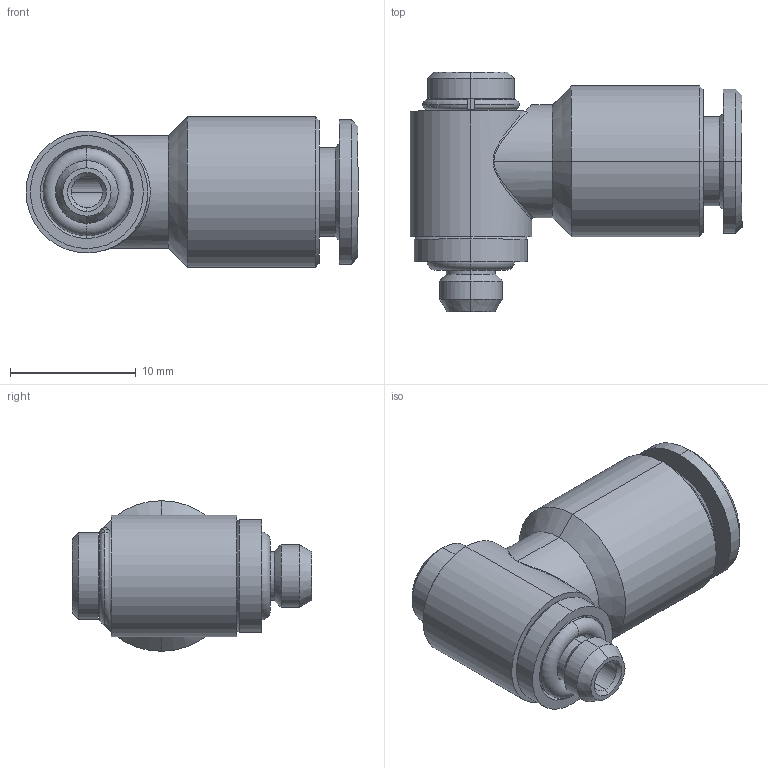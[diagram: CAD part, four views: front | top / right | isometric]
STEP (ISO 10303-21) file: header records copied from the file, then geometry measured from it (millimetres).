
FILE_DESCRIPTION (( 'STEP AP203' ), '1' );
FILE_NAME ('B0100030.STEP', '2011-03-25T09:25:23', ( '' ), ( 'sopra-pneumatic' ), 'SwSTEP 2.0', 'SolidWorks 2009', '' );
FILE_SCHEMA (( 'CONFIG_CONTROL_DESIGN' ));
Length unit declared in the file: millimetre
Products named in the file (1): B0100030
Bounding box: 26.45 x 19.1 x 12 mm (x, y, z)
Volume: 2129 mm3; surface area: 2073.1 mm2
Topology: 3 solids, 5 shells, 100 faces, 212 edges, 130 vertices
Faces by surface type: cylinder 37, plane 30, cone 26, torus 6, bspline 1
Entity records: 3775 total; most frequent: CARTESIAN_POINT 1528, DIRECTION 482, ORIENTED_EDGE 424, EDGE_CURVE 212, AXIS2_PLACEMENT_3D 200, VERTEX_POINT 130, EDGE_LOOP 112, CIRCLE 100
